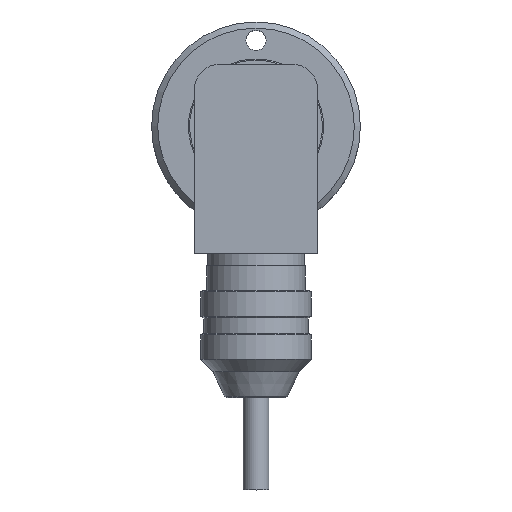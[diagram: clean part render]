
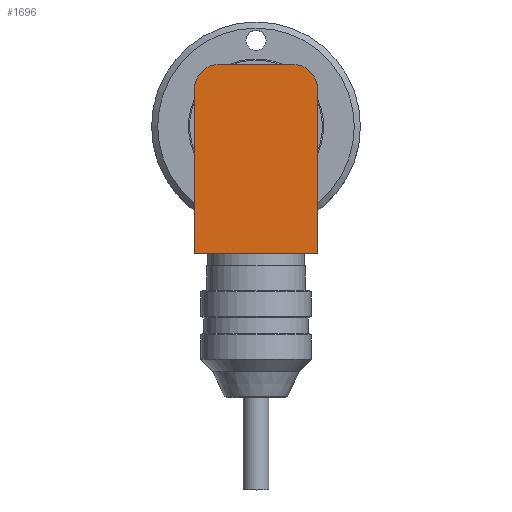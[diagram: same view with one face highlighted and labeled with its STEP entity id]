
A CAD part, top view. The second image highlights one B-rep face of the part: STEP entity #1696.
In plain terms, the highlighted planar face has unit normal (0, 0, 1).
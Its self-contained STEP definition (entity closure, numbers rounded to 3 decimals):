
#150 = DIRECTION ( 'NONE',  ( -1., 0., 0. ) ) ;
#479 = EDGE_CURVE ( 'NONE', #1218, #2294, #1199, .T. ) ;
#542 = CIRCLE ( 'NONE', #3507, 4. ) ;
#577 = CARTESIAN_POINT ( 'NONE',  ( -10., -9.1, 72.6 ) ) ;
#659 = DIRECTION ( 'NONE',  ( 0., -1., 0. ) ) ;
#672 = DIRECTION ( 'NONE',  ( 0., 0., 1. ) ) ;
#1015 = VECTOR ( 'NONE', #150, 1000. ) ;
#1199 = LINE ( 'NONE', #577, #1923 ) ;
#1217 = CARTESIAN_POINT ( 'NONE',  ( -10., -20.75, 72.6 ) ) ;
#1218 = VERTEX_POINT ( 'NONE', #3827 ) ;
#1288 = LINE ( 'NONE', #2048, #5657 ) ;
#1310 = EDGE_CURVE ( 'NONE', #2583, #5744, #7804, .T. ) ;
#1642 = ORIENTED_EDGE ( 'NONE', *, *, #1310, .T. ) ;
#1696 = ADVANCED_FACE ( 'NONE', ( #2843 ), #6771, .F. ) ;
#1763 = CARTESIAN_POINT ( 'NONE',  ( -6., 10., 72.6 ) ) ;
#1923 = VECTOR ( 'NONE', #659, 1000. ) ;
#2048 = CARTESIAN_POINT ( 'NONE',  ( -10., -20.75, 72.6 ) ) ;
#2289 = DIRECTION ( 'NONE',  ( 0., 0., -1. ) ) ;
#2294 = VERTEX_POINT ( 'NONE', #1217 ) ;
#2583 = VERTEX_POINT ( 'NONE', #6120 ) ;
#2775 = DIRECTION ( 'NONE',  ( 0., 1., 0. ) ) ;
#2843 = FACE_OUTER_BOUND ( 'NONE', #8200, .T. ) ;
#2915 = AXIS2_PLACEMENT_3D ( 'NONE', #7456, #2289, #6816 ) ;
#3009 = CARTESIAN_POINT ( 'NONE',  ( 10., 6., 72.6 ) ) ;
#3257 = AXIS2_PLACEMENT_3D ( 'NONE', #8177, #8137, #7478 ) ;
#3325 = DIRECTION ( 'NONE',  ( -1., 0., 0. ) ) ;
#3409 = CARTESIAN_POINT ( 'NONE',  ( -6., 10., 72.6 ) ) ;
#3494 = ORIENTED_EDGE ( 'NONE', *, *, #8282, .T. ) ;
#3507 = AXIS2_PLACEMENT_3D ( 'NONE', #6490, #672, #6531 ) ;
#3827 = CARTESIAN_POINT ( 'NONE',  ( -10., 6., 72.6 ) ) ;
#3867 = VECTOR ( 'NONE', #2775, 1000. ) ;
#4300 = ORIENTED_EDGE ( 'NONE', *, *, #7027, .T. ) ;
#4632 = CARTESIAN_POINT ( 'NONE',  ( 10., -20.75, 72.6 ) ) ;
#5115 = CIRCLE ( 'NONE', #3257, 4. ) ;
#5237 = ORIENTED_EDGE ( 'NONE', *, *, #6231, .F. ) ;
#5241 = VERTEX_POINT ( 'NONE', #3009 ) ;
#5285 = CARTESIAN_POINT ( 'NONE',  ( 10., 6., 72.6 ) ) ;
#5657 = VECTOR ( 'NONE', #3325, 1000. ) ;
#5744 = VERTEX_POINT ( 'NONE', #1763 ) ;
#5872 = EDGE_CURVE ( 'NONE', #7551, #5241, #7263, .T. ) ;
#6120 = CARTESIAN_POINT ( 'NONE',  ( 6., 10., 72.6 ) ) ;
#6231 = EDGE_CURVE ( 'NONE', #7551, #2294, #1288, .T. ) ;
#6490 = CARTESIAN_POINT ( 'NONE',  ( -6., 6., 72.6 ) ) ;
#6531 = DIRECTION ( 'NONE',  ( 1., 0., 0. ) ) ;
#6569 = ORIENTED_EDGE ( 'NONE', *, *, #5872, .T. ) ;
#6771 = PLANE ( 'NONE',  #2915 ) ;
#6816 = DIRECTION ( 'NONE',  ( 1., 0., 0. ) ) ;
#7027 = EDGE_CURVE ( 'NONE', #5241, #2583, #5115, .T. ) ;
#7263 = LINE ( 'NONE', #5285, #3867 ) ;
#7374 = ORIENTED_EDGE ( 'NONE', *, *, #479, .T. ) ;
#7456 = CARTESIAN_POINT ( 'NONE',  ( -6., 6., 72.6 ) ) ;
#7478 = DIRECTION ( 'NONE',  ( 1., 0., 0. ) ) ;
#7551 = VERTEX_POINT ( 'NONE', #4632 ) ;
#7804 = LINE ( 'NONE', #3409, #1015 ) ;
#8137 = DIRECTION ( 'NONE',  ( 0., 0., 1. ) ) ;
#8177 = CARTESIAN_POINT ( 'NONE',  ( 6., 6., 72.6 ) ) ;
#8200 = EDGE_LOOP ( 'NONE', ( #7374, #5237, #6569, #4300, #1642, #3494 ) ) ;
#8282 = EDGE_CURVE ( 'NONE', #5744, #1218, #542, .T. ) ;
